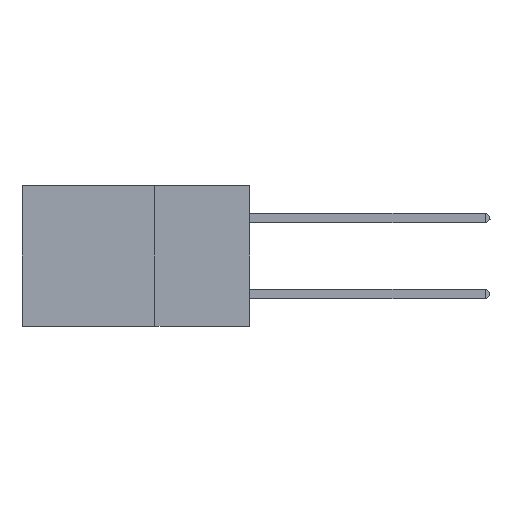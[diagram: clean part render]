
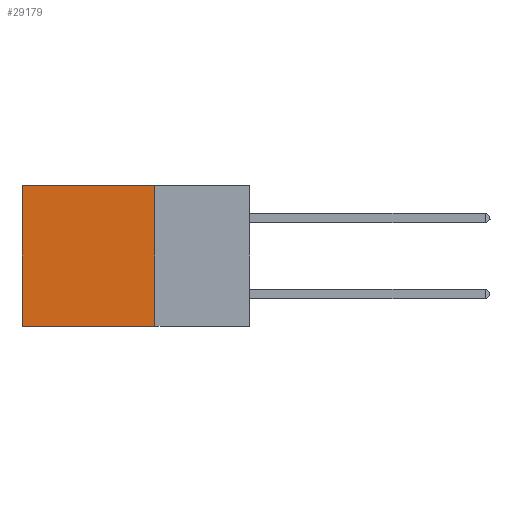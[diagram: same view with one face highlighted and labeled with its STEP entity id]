
A CAD part, left-side view. The second image highlights one B-rep face of the part: STEP entity #29179.
In plain terms, the highlighted planar face has unit normal (-1, 0, 0).
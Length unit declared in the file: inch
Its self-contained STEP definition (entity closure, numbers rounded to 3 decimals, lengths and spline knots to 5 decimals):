
#532 = VECTOR ( 'NONE', #10171, 39.37008 ) ;
#1993 = CARTESIAN_POINT ( 'NONE',  ( 0.2875, 0.25, 0. ) ) ;
#2502 = VECTOR ( 'NONE', #21408, 39.37008 ) ;
#2905 = VERTEX_POINT ( 'NONE', #24539 ) ;
#3825 = VERTEX_POINT ( 'NONE', #5257 ) ;
#3839 = ORIENTED_EDGE ( 'NONE', *, *, #10968, .F. ) ;
#5257 = CARTESIAN_POINT ( 'NONE',  ( 0.2875, 0.6, 0. ) ) ;
#5763 = DIRECTION ( 'NONE',  ( 0., 0., -1. ) ) ;
#10171 = DIRECTION ( 'NONE',  ( 0., 0., -1. ) ) ;
#10968 = EDGE_CURVE ( 'NONE', #14153, #2905, #27254, .T. ) ;
#11025 = FACE_OUTER_BOUND ( 'NONE', #14544, .T. ) ;
#11620 = VERTEX_POINT ( 'NONE', #29839 ) ;
#12076 = LINE ( 'NONE', #23224, #2502 ) ;
#12154 = EDGE_CURVE ( 'NONE', #14153, #3825, #12076, .T. ) ;
#12156 = CARTESIAN_POINT ( 'NONE',  ( 0.2875, 0.6, 0. ) ) ;
#14153 = VERTEX_POINT ( 'NONE', #25286 ) ;
#14452 = VECTOR ( 'NONE', #25703, 39.37008 ) ;
#14544 = EDGE_LOOP ( 'NONE', ( #26344, #24306, #3839, #21511 ) ) ;
#14616 = CARTESIAN_POINT ( 'NONE',  ( 0.2875, 0.25, -0.37 ) ) ;
#16909 = LINE ( 'NONE', #14616, #14452 ) ;
#17954 = AXIS2_PLACEMENT_3D ( 'NONE', #1993, #18368, #27167 ) ;
#18368 = DIRECTION ( 'NONE',  ( 1., 0., 0. ) ) ;
#19055 = LINE ( 'NONE', #12156, #532 ) ;
#19874 = EDGE_CURVE ( 'NONE', #3825, #11620, #19055, .T. ) ;
#20491 = PLANE ( 'NONE',  #17954 ) ;
#21408 = DIRECTION ( 'NONE',  ( 0., 1., 0. ) ) ;
#21511 = ORIENTED_EDGE ( 'NONE', *, *, #12154, .T. ) ;
#23224 = CARTESIAN_POINT ( 'NONE',  ( 0.2875, 0.25, 0. ) ) ;
#24219 = CARTESIAN_POINT ( 'NONE',  ( 0.2875, 0.25, 0. ) ) ;
#24306 = ORIENTED_EDGE ( 'NONE', *, *, #26099, .F. ) ;
#24539 = CARTESIAN_POINT ( 'NONE',  ( 0.2875, 0.25, -0.37 ) ) ;
#25286 = CARTESIAN_POINT ( 'NONE',  ( 0.2875, 0.25, 0. ) ) ;
#25703 = DIRECTION ( 'NONE',  ( 0., 1., 0. ) ) ;
#26099 = EDGE_CURVE ( 'NONE', #2905, #11620, #16909, .T. ) ;
#26344 = ORIENTED_EDGE ( 'NONE', *, *, #19874, .T. ) ;
#27167 = DIRECTION ( 'NONE',  ( 0., 0., -1. ) ) ;
#27254 = LINE ( 'NONE', #24219, #29960 ) ;
#29179 = ADVANCED_FACE ( 'NONE', ( #11025 ), #20491, .F. ) ;
#29839 = CARTESIAN_POINT ( 'NONE',  ( 0.2875, 0.6, -0.37 ) ) ;
#29960 = VECTOR ( 'NONE', #5763, 39.37008 ) ;
